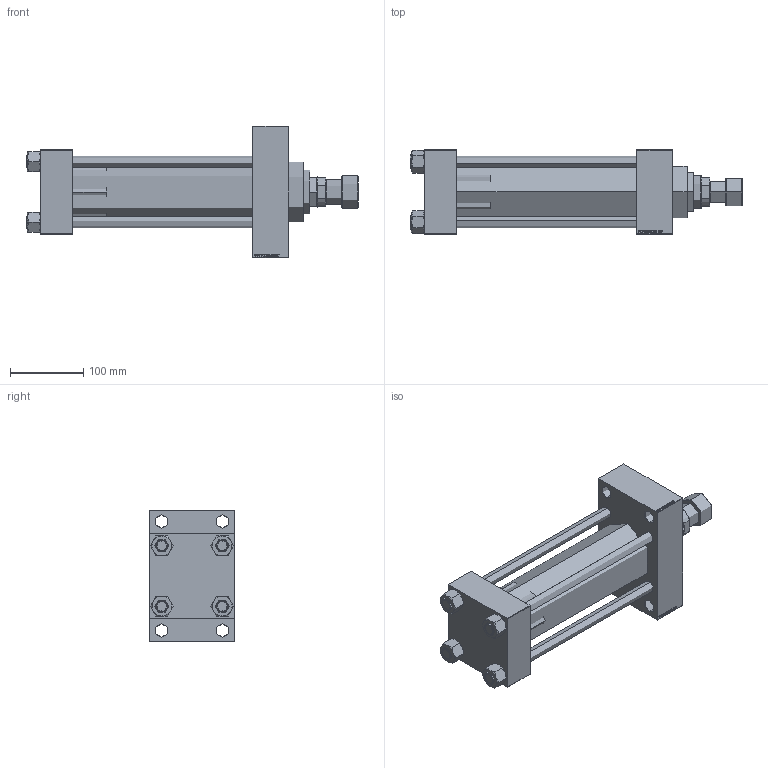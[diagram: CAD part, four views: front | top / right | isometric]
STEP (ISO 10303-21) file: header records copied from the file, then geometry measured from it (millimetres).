
FILE_DESCRIPTION (( 'STEP AP203' ), '1' );
FILE_NAME ('bef8.STEP', '2022-04-15T12:14:28', ( '' ), ( '' ), 'SwSTEP 2.0', 'SolidWorks 2019', '' );
FILE_SCHEMA (( 'CONFIG_CONTROL_DESIGN' ));
Length unit declared in the file: millimetre
Products named in the file (7): V215CR_ROD_END_F 3c7d7f507f0e2f4a434fb1031392bee8; V215CR_VCP_D 3c7d7f507f0e2f4a434fb1031392bee8; bef8; V215_VC_A 3c7d7f507f0e2f4a434fb1031392bee8; V215CR_D_TYCINKA 3c7d7f507f0e2f4a434fb1031392bee8; V215CR_D_Body 3c7d7f507f0e2f4a434fb1031392bee8; NUT_M5_D 3c7d7f507f0e2f4a434fb1031392bee8
Assembly tree (12 placements, depth 2):
  bef8
    V215CR_D_Body 3c7d7f507f0e2f4a434fb1031392bee8
    V215CR_VCP_D 3c7d7f507f0e2f4a434fb1031392bee8
    NUT_M5_D 3c7d7f507f0e2f4a434fb1031392bee8  x4
    V215CR_D_TYCINKA 3c7d7f507f0e2f4a434fb1031392bee8  x4
    V215_VC_A 3c7d7f507f0e2f4a434fb1031392bee8
    V215CR_ROD_END_F 3c7d7f507f0e2f4a434fb1031392bee8
Bounding box: 454 x 115 x 180 mm (x, y, z)
Volume: 1122718 mm3
Topology: 11 solids, 26 shells, 1173 faces, 2935 edges, 1916 vertices
Faces by surface type: plane 550, bspline 368, cone 146, cylinder 97, torus 12
Full cylindrical faces by diameter (mm): 16 x1, 18 x1, 72 x1
Entity records: 48312 total; most frequent: CARTESIAN_POINT 25273, ORIENTED_EDGE 5152, DIRECTION 3386, EDGE_CURVE 2561, VERTEX_POINT 1687, LINE 1540, VECTOR 1540, EDGE_LOOP 1151
